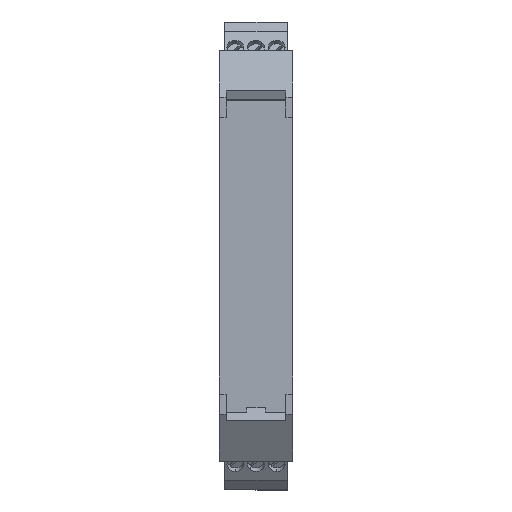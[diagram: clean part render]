
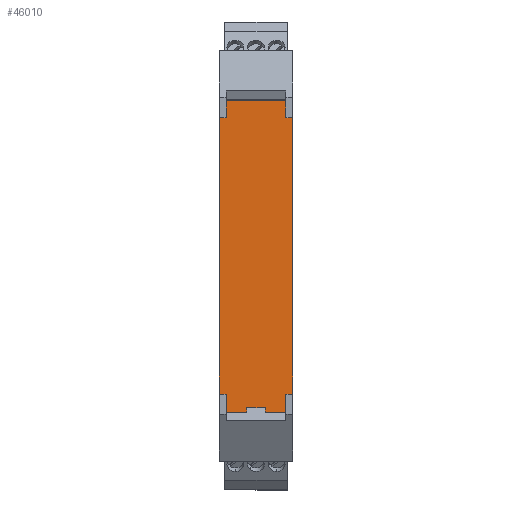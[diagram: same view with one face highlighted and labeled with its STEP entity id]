
A CAD part, top view. The second image highlights one B-rep face of the part: STEP entity #46010.
In plain terms, the highlighted planar face has unit normal (0, 0, 1).
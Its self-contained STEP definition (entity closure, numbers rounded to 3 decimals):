
#14910=CARTESIAN_POINT('',(-5.,89.685,
113.65));
#14920=VERTEX_POINT('',#14910);
#15320=CARTESIAN_POINT('',(-5.,23.044,
113.65));
#15330=VERTEX_POINT('',#15320);
#16940=CARTESIAN_POINT('',(-5.,56.364,
113.65));
#16950=DIRECTION('',(0.,1.,0.));
#16960=VECTOR('',#16950,1.);
#16970=LINE('',#16940,#16960);
#16980=EDGE_CURVE('',#15330,#14920,#16970,.T.);
#17280=CARTESIAN_POINT('',(12.6,23.044,
113.65));
#17290=VERTEX_POINT('',#17280);
#17610=CARTESIAN_POINT('',(12.6,89.685,
113.65));
#17620=VERTEX_POINT('',#17610);
#19710=CARTESIAN_POINT('',(12.6,56.364,
113.65));
#19720=DIRECTION('',(0.,-1.,0.));
#19730=VECTOR('',#19720,1.);
#19740=LINE('',#19710,#19730);
#19750=EDGE_CURVE('',#17620,#17290,#19740,.T.);
#44840=CARTESIAN_POINT('',(-5.,94.564,
113.65));
#44850=DIRECTION('',(0.,0.,-1.));
#44860=DIRECTION('',(0.,1.,0.));
#44870=AXIS2_PLACEMENT_3D('',#44840,#44850,#44860);
#44880=PLANE('',#44870);
#44890=CARTESIAN_POINT('',(11.,56.364,
113.65));
#44900=DIRECTION('',(0.,1.,0.));
#44910=VECTOR('',#44900,1.);
#44920=LINE('',#44890,#44910);
#44930=CARTESIAN_POINT('',(11.,89.685,
113.65));
#44940=VERTEX_POINT('',#44930);
#44950=CARTESIAN_POINT('',(11.,93.751,
113.65));
#44960=VERTEX_POINT('',#44950);
#44970=EDGE_CURVE('',#44940,#44960,#44920,.T.);
#44980=ORIENTED_EDGE('',*,*,#44970,.T.);
#44990=CARTESIAN_POINT('',(3.8,89.685,
113.65));
#45000=DIRECTION('',(-1.,0.,0.));
#45010=VECTOR('',#45000,1.);
#45020=LINE('',#44990,#45010);
#45030=EDGE_CURVE('',#17620,#44940,#45020,.T.);
#45040=ORIENTED_EDGE('',*,*,#45030,.T.);
#45050=ORIENTED_EDGE('',*,*,#19750,.F.);
#45060=CARTESIAN_POINT('',(3.8,23.044,
113.65));
#45070=DIRECTION('',(1.,0.,0.));
#45080=VECTOR('',#45070,1.);
#45090=LINE('',#45060,#45080);
#45100=CARTESIAN_POINT('',(11.,23.044,
113.65));
#45110=VERTEX_POINT('',#45100);
#45120=EDGE_CURVE('',#45110,#17290,#45090,.T.);
#45130=ORIENTED_EDGE('',*,*,#45120,.T.);
#45140=CARTESIAN_POINT('',(11.,56.364,
113.65));
#45150=DIRECTION('',(0.,1.,0.));
#45160=VECTOR('',#45150,1.);
#45170=LINE('',#45140,#45160);
#45180=CARTESIAN_POINT('',(11.,18.678,
113.65));
#45190=VERTEX_POINT('',#45180);
#45200=EDGE_CURVE('',#45190,#45110,#45170,.T.);
#45210=ORIENTED_EDGE('',*,*,#45200,.T.);
#45220=CARTESIAN_POINT('',(3.8,18.678,
113.65));
#45230=DIRECTION('',(1.,0.,0.));
#45240=VECTOR('',#45230,1.);
#45250=LINE('',#45220,#45240);
#45260=CARTESIAN_POINT('',(6.05,18.678,
113.65));
#45270=VERTEX_POINT('',#45260);
#45280=EDGE_CURVE('',#45270,#45190,#45250,.T.);
#45290=ORIENTED_EDGE('',*,*,#45280,.T.);
#45300=CARTESIAN_POINT('',(6.05,56.364,
113.65));
#45310=DIRECTION('',(0.,-1.,0.));
#45320=VECTOR('',#45310,1.);
#45330=LINE('',#45300,#45320);
#45340=CARTESIAN_POINT('',(6.05,19.723,
113.65));
#45350=VERTEX_POINT('',#45340);
#45360=EDGE_CURVE('',#45350,#45270,#45330,.T.);
#45370=ORIENTED_EDGE('',*,*,#45360,.T.);
#45380=CARTESIAN_POINT('',(3.8,19.723,
113.65));
#45390=DIRECTION('',(-1.,0.,0.));
#45400=VECTOR('',#45390,1.);
#45410=LINE('',#45380,#45400);
#45420=CARTESIAN_POINT('',(1.55,19.723,
113.65));
#45430=VERTEX_POINT('',#45420);
#45440=EDGE_CURVE('',#45350,#45430,#45410,.T.);
#45450=ORIENTED_EDGE('',*,*,#45440,.F.);
#45460=CARTESIAN_POINT('',(1.55,56.364,
113.65));
#45470=DIRECTION('',(0.,1.,0.));
#45480=VECTOR('',#45470,1.);
#45490=LINE('',#45460,#45480);
#45500=CARTESIAN_POINT('',(1.55,18.678,
113.65));
#45510=VERTEX_POINT('',#45500);
#45520=EDGE_CURVE('',#45510,#45430,#45490,.T.);
#45530=ORIENTED_EDGE('',*,*,#45520,.T.);
#45540=CARTESIAN_POINT('',(3.8,18.678,
113.65));
#45550=DIRECTION('',(1.,0.,0.));
#45560=VECTOR('',#45550,1.);
#45570=LINE('',#45540,#45560);
#45580=CARTESIAN_POINT('',(-3.4,18.678,
113.65));
#45590=VERTEX_POINT('',#45580);
#45600=EDGE_CURVE('',#45590,#45510,#45570,.T.);
#45610=ORIENTED_EDGE('',*,*,#45600,.T.);
#45620=CARTESIAN_POINT('',(-3.4,56.364,
113.65));
#45630=DIRECTION('',(0.,-1.,0.));
#45640=VECTOR('',#45630,1.);
#45650=LINE('',#45620,#45640);
#45660=CARTESIAN_POINT('',(-3.4,23.044,
113.65));
#45670=VERTEX_POINT('',#45660);
#45680=EDGE_CURVE('',#45670,#45590,#45650,.T.);
#45690=ORIENTED_EDGE('',*,*,#45680,.T.);
#45700=CARTESIAN_POINT('',(3.8,23.044,
113.65));
#45710=DIRECTION('',(1.,0.,0.));
#45720=VECTOR('',#45710,1.);
#45730=LINE('',#45700,#45720);
#45740=EDGE_CURVE('',#15330,#45670,#45730,.T.);
#45750=ORIENTED_EDGE('',*,*,#45740,.T.);
#45760=ORIENTED_EDGE('',*,*,#16980,.F.);
#45770=CARTESIAN_POINT('',(3.8,89.685,
113.65));
#45780=DIRECTION('',(-1.,0.,0.));
#45790=VECTOR('',#45780,1.);
#45800=LINE('',#45770,#45790);
#45810=CARTESIAN_POINT('',(-3.4,89.685,
113.65));
#45820=VERTEX_POINT('',#45810);
#45830=EDGE_CURVE('',#45820,#14920,#45800,.T.);
#45840=ORIENTED_EDGE('',*,*,#45830,.T.);
#45850=CARTESIAN_POINT('',(-3.4,56.364,
113.65));
#45860=DIRECTION('',(0.,-1.,0.));
#45870=VECTOR('',#45860,1.);
#45880=LINE('',#45850,#45870);
#45890=CARTESIAN_POINT('',(-3.4,93.751,
113.65));
#45900=VERTEX_POINT('',#45890);
#45910=EDGE_CURVE('',#45900,#45820,#45880,.T.);
#45920=ORIENTED_EDGE('',*,*,#45910,.T.);
#45930=CARTESIAN_POINT('',(3.8,93.751,
113.65));
#45940=DIRECTION('',(-1.,0.,0.));
#45950=VECTOR('',#45940,1.);
#45960=LINE('',#45930,#45950);
#45970=EDGE_CURVE('',#44960,#45900,#45960,.T.);
#45980=ORIENTED_EDGE('',*,*,#45970,.T.);
#45990=EDGE_LOOP('',(#45980,#45920,#45840,#45760,#45750,#45690,#45610,
#45530,#45450,#45370,#45290,#45210,#45130,#45050,#45040,#44980));
#46000=FACE_OUTER_BOUND('',#45990,.T.);
#46010=ADVANCED_FACE('',(#46000),#44880,.F.);
